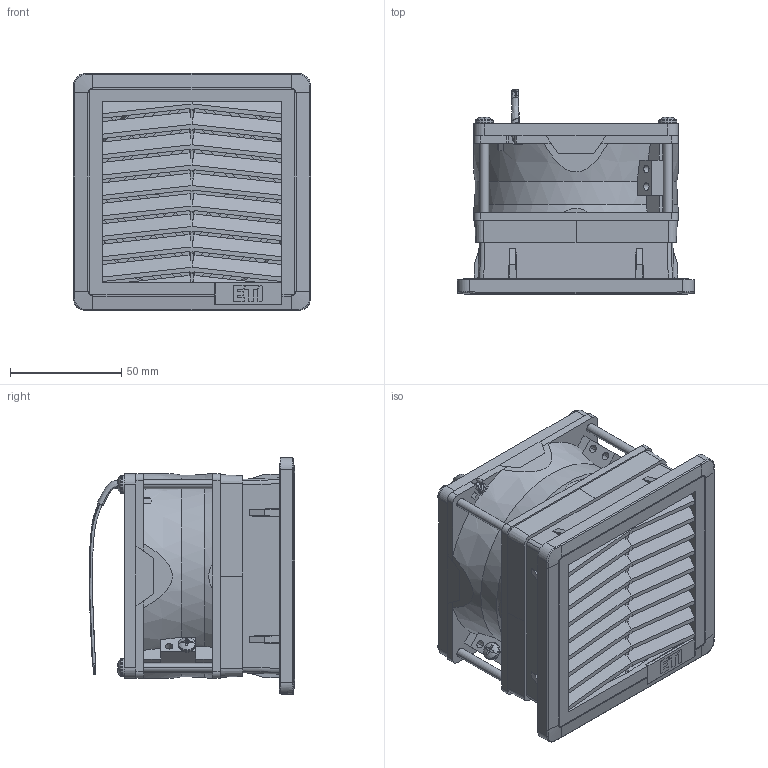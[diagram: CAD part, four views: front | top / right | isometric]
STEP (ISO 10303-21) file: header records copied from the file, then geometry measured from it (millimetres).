
FILE_DESCRIPTION((''),'2;1');
FILE_NAME('ASM0002_ASM','2024-08-23T13:39:58',('klemen.sitar'),('Audax d.o.o.'),'CREO PARAMETRIC BY PTC INC, 2021304','CREO PARAMETRIC BY PTC INC, 2021304','');
FILE_SCHEMA(('AP242_MANAGED_MODEL_BASED_3D_ENGINEERING_MIM_LF { 1 0 10303 442 1 1 4 }'));
Length unit declared in the file: millimetre
Products named in the file (12): ESTRUSIONE-ESTRUSIONE11; BREP_8; BREP_9; BREP_10; BREP_11; PRT0012; ASD; PRT0006_1_1_1_1_1_1; PRT0013; PRT0011; PRT0014; ASM0002_ASM
Assembly tree (11 placements, depth 2):
  ASM0002_ASM
    ESTRUSIONE-ESTRUSIONE11
    BREP_8
    BREP_9
    BREP_10
    BREP_11
    PRT0012
    ASD
    PRT0006_1_1_1_1_1_1
    PRT0013
    PRT0011
    PRT0014
Bounding box: 106.6 x 92.27 x 106.59 mm (x, y, z)
Volume: 2958 mm3; surface area: 69598.9 mm2
Topology: 5 solids, 19 shells, 817 faces, 2357 edges, 1613 vertices
Faces by surface type: plane 536, cylinder 125, cone 59, bspline 57, torus 28, sphere 12
Entity records: 49014 total; most frequent: CARTESIAN_POINT 13771, ORIENTED_EDGE 4477, DIRECTION 4108, PRESENTATION_STYLE_ASSIGNMENT 3189, STYLED_ITEM 3189, CURVE_STYLE 2353, EDGE_CURVE 2353, VERTEX_POINT 1613
